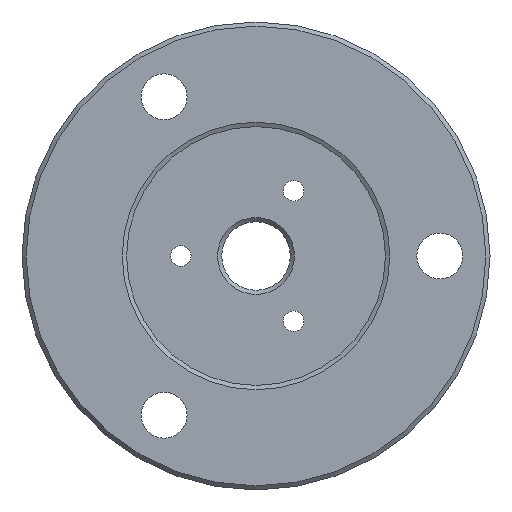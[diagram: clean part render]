
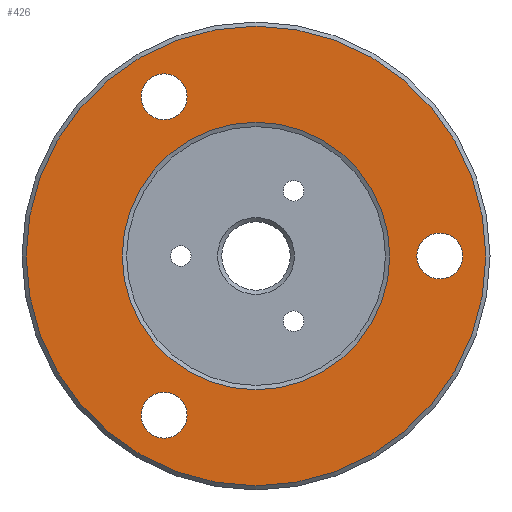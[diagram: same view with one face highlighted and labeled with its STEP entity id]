
A CAD part, left-side view. The second image highlights one B-rep face of the part: STEP entity #426.
In plain terms, the highlighted planar face has unit normal (-1, 0, 0).
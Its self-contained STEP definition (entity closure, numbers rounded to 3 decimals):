
#19=PLANE('',#481);
#51=FACE_BOUND('',#136,.T.);
#52=FACE_BOUND('',#137,.T.);
#53=FACE_BOUND('',#138,.T.);
#54=FACE_BOUND('',#139,.T.);
#55=FACE_BOUND('',#140,.T.);
#136=EDGE_LOOP('',(#346));
#137=EDGE_LOOP('',(#347));
#138=EDGE_LOOP('',(#348));
#139=EDGE_LOOP('',(#349));
#140=EDGE_LOOP('',(#350));
#214=CIRCLE('',#480,27.5);
#215=CIRCLE('',#482,16.);
#216=CIRCLE('',#483,2.75);
#217=CIRCLE('',#484,2.75);
#218=CIRCLE('',#485,2.75);
#254=VERTEX_POINT('',#730);
#255=VERTEX_POINT('',#733);
#256=VERTEX_POINT('',#735);
#257=VERTEX_POINT('',#737);
#258=VERTEX_POINT('',#739);
#297=EDGE_CURVE('',#254,#254,#214,.T.);
#298=EDGE_CURVE('',#255,#255,#215,.T.);
#299=EDGE_CURVE('',#256,#256,#216,.T.);
#300=EDGE_CURVE('',#257,#257,#217,.T.);
#301=EDGE_CURVE('',#258,#258,#218,.T.);
#346=ORIENTED_EDGE('',*,*,#298,.T.);
#347=ORIENTED_EDGE('',*,*,#299,.T.);
#348=ORIENTED_EDGE('',*,*,#300,.T.);
#349=ORIENTED_EDGE('',*,*,#301,.T.);
#350=ORIENTED_EDGE('',*,*,#297,.F.);
#426=ADVANCED_FACE('',(#51,#52,#53,#54,#55),#19,.T.);
#480=AXIS2_PLACEMENT_3D('',#731,#583,#584);
#481=AXIS2_PLACEMENT_3D('',#732,#585,#586);
#482=AXIS2_PLACEMENT_3D('',#734,#587,#588);
#483=AXIS2_PLACEMENT_3D('',#736,#589,#590);
#484=AXIS2_PLACEMENT_3D('',#738,#591,#592);
#485=AXIS2_PLACEMENT_3D('',#740,#593,#594);
#583=DIRECTION('center_axis',(1.,0.,0.));
#584=DIRECTION('ref_axis',(0.,-1.,0.));
#585=DIRECTION('center_axis',(-1.,0.,0.));
#586=DIRECTION('ref_axis',(0.,0.,1.));
#587=DIRECTION('center_axis',(1.,0.,0.));
#588=DIRECTION('ref_axis',(0.,0.,-1.));
#589=DIRECTION('center_axis',(1.,0.,0.));
#590=DIRECTION('ref_axis',(0.,0.,-1.));
#591=DIRECTION('center_axis',(1.,0.,0.));
#592=DIRECTION('ref_axis',(0.,0.866,0.5));
#593=DIRECTION('center_axis',(1.,0.,0.));
#594=DIRECTION('ref_axis',(0.,-0.866,0.5));
#730=CARTESIAN_POINT('',(-13.137,24.119,0.));
#731=CARTESIAN_POINT('Origin',(-13.137,-3.381,0.));
#732=CARTESIAN_POINT('Origin',(-13.137,24.619,0.));
#733=CARTESIAN_POINT('',(-13.137,12.619,0.));
#734=CARTESIAN_POINT('Origin',(-13.137,-3.381,0.));
#735=CARTESIAN_POINT('',(-13.137,-25.381,2.75));
#736=CARTESIAN_POINT('Origin',(-13.137,-25.381,0.));
#737=CARTESIAN_POINT('',(-13.137,5.237,-20.428));
#738=CARTESIAN_POINT('Origin',(-13.137,7.619,-19.053));
#739=CARTESIAN_POINT('',(-13.137,10.,17.678));
#740=CARTESIAN_POINT('Origin',(-13.137,7.619,19.053));
